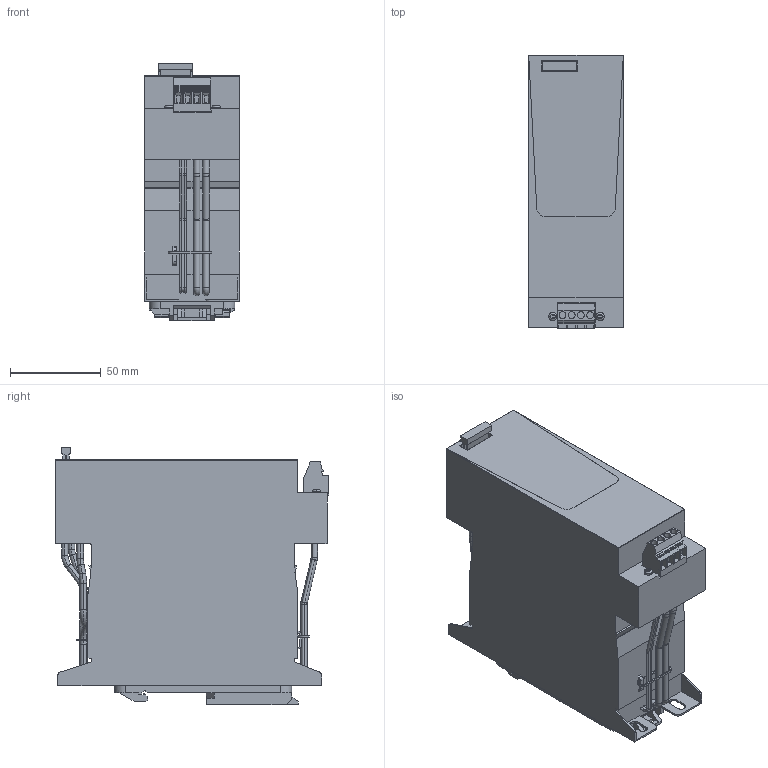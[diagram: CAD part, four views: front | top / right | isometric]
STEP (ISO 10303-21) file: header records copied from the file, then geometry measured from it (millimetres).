
FILE_DESCRIPTION(('CATIA V5 STEP Exchange','CAx-IF Rec.Pracs.--- Model Styling and Organization---1.4--- 2014-01-23'),'2;1');
FILE_NAME ('D1483383_0_2789890000_S3D_DURA_ECO_LA-BAT_24V_1-2AH.stp','2021-04-26T12:26:11+00:00',('none'),('Weidmueller'),'CATIA Version 5-6 Release 2016 SP3 HF44','CATIA V5 STEP AP214','none');
FILE_SCHEMA(('AUTOMOTIVE_DESIGN { 1 0 10303 214 1 1 1 1 }'));
Length unit declared in the file: millimetre
Products named in the file (1): S3D_DURA_ECO_LA-BAT_24V_1-2AH
Bounding box: 52 x 150.47 x 141.5 mm (x, y, z)
Volume: 841149.6 mm3; surface area: 100730 mm2
Topology: 23 solids, 23 shells, 768 faces, 1949 edges, 1253 vertices
Faces by surface type: plane 550, cylinder 134, torus 62, extrusion 16, cone 6
Entity records: 22943 total; most frequent: CARTESIAN_POINT 4672, ORIENTED_EDGE 3898, DIRECTION 2954, EDGE_CURVE 1949, VECTOR 1443, LINE 1427, VERTEX_POINT 1253, AXIS2_PLACEMENT_3D 934
